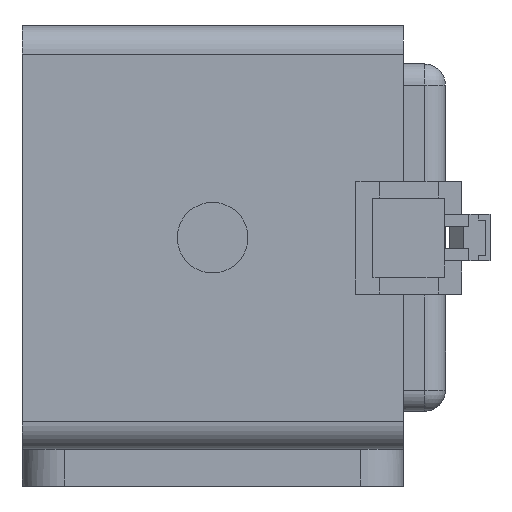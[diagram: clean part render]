
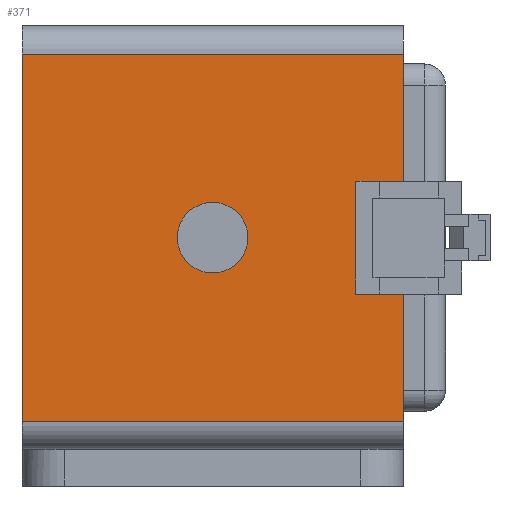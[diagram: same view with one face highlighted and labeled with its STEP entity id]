
A CAD part, left-side view. The second image highlights one B-rep face of the part: STEP entity #371.
In plain terms, the highlighted planar face has unit normal (-1, 0, 0).
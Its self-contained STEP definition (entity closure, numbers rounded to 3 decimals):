
#371=ADVANCED_FACE('',(#2768,#2769),#2767,.F.);
#2767=PLANE('',#5600);
#2768=FACE_OUTER_BOUND('',#5601,.T.);
#2769=FACE_BOUND('',#5602,.T.);
#5597=CARTESIAN_POINT('',(-76.,-16.2,15.6));
#5598=DIRECTION('',(1.,0.,0.));
#5599=DIRECTION('',(0.,0.,-1.));
#5600=AXIS2_PLACEMENT_3D('',#5597,#5598,#5599);
#5601=EDGE_LOOP('',(#8870,#8871,#8872,#8873));
#5602=EDGE_LOOP('',(#8874,#8875));
#8870=ORIENTED_EDGE('',*,*,#10423,.T.);
#8871=ORIENTED_EDGE('',*,*,#10421,.F.);
#8872=ORIENTED_EDGE('',*,*,#10424,.F.);
#8873=ORIENTED_EDGE('',*,*,#10425,.T.);
#8874=ORIENTED_EDGE('',*,*,#10426,.F.);
#8875=ORIENTED_EDGE('',*,*,#10427,.F.);
#10421=EDGE_CURVE('',#15366,#15359,#15373,.T.);
#10423=EDGE_CURVE('',#15385,#15359,#15386,.T.);
#10424=EDGE_CURVE('',#15392,#15366,#15393,.T.);
#10425=EDGE_CURVE('',#15392,#15385,#15399,.T.);
#10426=EDGE_CURVE('',#15405,#15406,#15407,.T.);
#10427=EDGE_CURVE('',#15406,#15405,#15413,.T.);
#15359=VERTEX_POINT('',#20181);
#15366=VERTEX_POINT('',#20186);
#15373=LINE('',#20191,#20192);
#15385=VERTEX_POINT('',#20197);
#15386=LINE('',#20198,#20199);
#15392=VERTEX_POINT('',#20201);
#15393=LINE('',#20202,#20203);
#15399=LINE('',#20205,#20206);
#15405=VERTEX_POINT('',#20208);
#15406=VERTEX_POINT('',#20209);
#15407=CIRCLE('',#20213,2.5);
#15413=CIRCLE('',#20217,2.5);
#20181=CARTESIAN_POINT('',(-76.,13.5,-13.));
#20186=CARTESIAN_POINT('',(-76.,-13.5,-13.));
#20191=CARTESIAN_POINT('',(-76.,-13.5,-13.));
#20192=VECTOR('',#20193,27.);
#20193=DIRECTION('',(0.,1.,0.));
#20197=CARTESIAN_POINT('',(-76.,13.5,13.));
#20198=CARTESIAN_POINT('',(-76.,13.5,13.));
#20199=VECTOR('',#20200,26.);
#20200=DIRECTION('',(0.,0.,-1.));
#20201=CARTESIAN_POINT('',(-76.,-13.5,13.));
#20202=CARTESIAN_POINT('',(-76.,-13.5,13.));
#20203=VECTOR('',#20204,26.);
#20204=DIRECTION('',(0.,0.,-1.));
#20205=CARTESIAN_POINT('',(-76.,-13.5,13.));
#20206=VECTOR('',#20207,27.);
#20207=DIRECTION('',(0.,1.,0.));
#20208=CARTESIAN_POINT('',(-76.,0.,-2.5));
#20209=CARTESIAN_POINT('',(-76.,0.,2.5));
#20210=CARTESIAN_POINT('',(-76.,0.,0.));
#20211=DIRECTION('',(-1.,0.,0.));
#20212=DIRECTION('',(0.,0.,1.));
#20213=AXIS2_PLACEMENT_3D('',#20210,#20211,#20212);
#20214=CARTESIAN_POINT('',(-76.,0.,0.));
#20215=DIRECTION('',(-1.,0.,0.));
#20216=DIRECTION('',(0.,0.,1.));
#20217=AXIS2_PLACEMENT_3D('',#20214,#20215,#20216);
